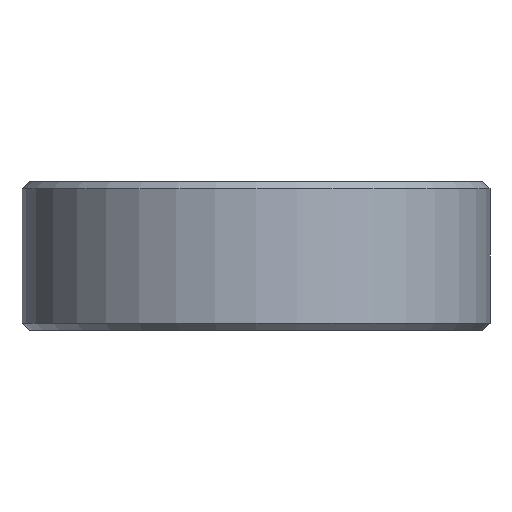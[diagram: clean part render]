
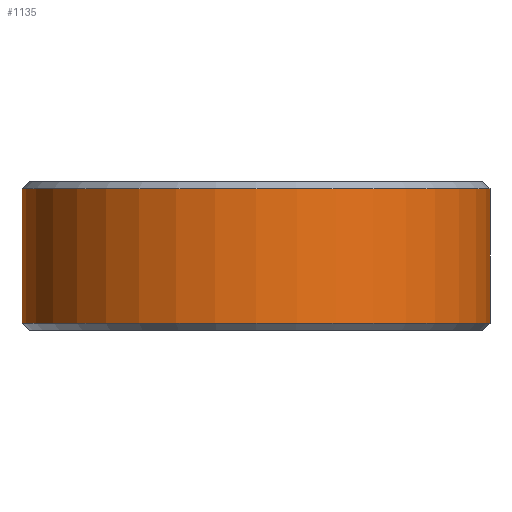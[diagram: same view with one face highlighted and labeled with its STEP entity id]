
A CAD part, front view. The second image highlights one B-rep face of the part: STEP entity #1135.
In plain terms, the highlighted cylindrical face has radius 17.462 mm (diameter 34.925 mm), a partial arc.
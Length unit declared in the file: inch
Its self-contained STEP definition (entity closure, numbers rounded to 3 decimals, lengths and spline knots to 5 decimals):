
#78 = CYLINDRICAL_SURFACE ( 'NONE', #851, 0.6875 ) ;
#85 = FACE_OUTER_BOUND ( 'NONE', #560, .T. ) ;
#310 = CIRCLE ( 'NONE', #803, 0.6875 ) ;
#354 = LINE ( 'NONE', #1233, #406 ) ;
#406 = VECTOR ( 'NONE', #1281, 39.37008 ) ;
#432 = CIRCLE ( 'NONE', #915, 0.6875 ) ;
#454 = VECTOR ( 'NONE', #1384, 39.37008 ) ;
#455 = LINE ( 'NONE', #1386, #454 ) ;
#560 = EDGE_LOOP ( 'NONE', ( #717, #718, #712, #715 ) ) ;
#712 = ORIENTED_EDGE ( 'NONE', *, *, #761, .T. ) ;
#715 = ORIENTED_EDGE ( 'NONE', *, *, #766, .F. ) ;
#717 = ORIENTED_EDGE ( 'NONE', *, *, #864, .F. ) ;
#718 = ORIENTED_EDGE ( 'NONE', *, *, #917, .T. ) ;
#761 = EDGE_CURVE ( 'NONE', #1495, #1507, #455, .T. ) ;
#766 = EDGE_CURVE ( 'NONE', #1508, #1507, #432, .T. ) ;
#803 = AXIS2_PLACEMENT_3D ( 'NONE', #1317, #1314, #1322 ) ;
#851 = AXIS2_PLACEMENT_3D ( 'NONE', #1639, #1642, #1636 ) ;
#864 = EDGE_CURVE ( 'NONE', #1500, #1508, #354, .T. ) ;
#915 = AXIS2_PLACEMENT_3D ( 'NONE', #1373, #1371, #1370 ) ;
#917 = EDGE_CURVE ( 'NONE', #1500, #1495, #310, .T. ) ;
#1135 = ADVANCED_FACE ( 'NONE', ( #85 ), #78, .T. ) ;
#1233 = CARTESIAN_POINT ( 'NONE',  ( -0.6875, 0., 0.21875 ) ) ;
#1281 = DIRECTION ( 'NONE',  ( 0., 0., 1. ) ) ;
#1314 = DIRECTION ( 'NONE',  ( 0., 0., 1. ) ) ;
#1317 = CARTESIAN_POINT ( 'NONE',  ( 0., 0., -0.19688 ) ) ;
#1322 = DIRECTION ( 'NONE',  ( 1., 0., 0. ) ) ;
#1370 = DIRECTION ( 'NONE',  ( 1., 0., 0. ) ) ;
#1371 = DIRECTION ( 'NONE',  ( 0., 0., 1. ) ) ;
#1373 = CARTESIAN_POINT ( 'NONE',  ( 0., 0., 0.19688 ) ) ;
#1384 = DIRECTION ( 'NONE',  ( 0., 0., 1. ) ) ;
#1386 = CARTESIAN_POINT ( 'NONE',  ( 0.6875, 0., 0.21875 ) ) ;
#1495 = VERTEX_POINT ( 'NONE', #1521 ) ;
#1500 = VERTEX_POINT ( 'NONE', #1515 ) ;
#1507 = VERTEX_POINT ( 'NONE', #1537 ) ;
#1508 = VERTEX_POINT ( 'NONE', #1678 ) ;
#1515 = CARTESIAN_POINT ( 'NONE',  ( -0.6875, 0., -0.19688 ) ) ;
#1521 = CARTESIAN_POINT ( 'NONE',  ( 0.6875, 0., -0.19688 ) ) ;
#1537 = CARTESIAN_POINT ( 'NONE',  ( 0.6875, 0., 0.19688 ) ) ;
#1636 = DIRECTION ( 'NONE',  ( 1., 0., 0. ) ) ;
#1639 = CARTESIAN_POINT ( 'NONE',  ( 0., 0., 0.21875 ) ) ;
#1642 = DIRECTION ( 'NONE',  ( 0., 0., 1. ) ) ;
#1678 = CARTESIAN_POINT ( 'NONE',  ( -0.6875, 0., 0.19688 ) ) ;
